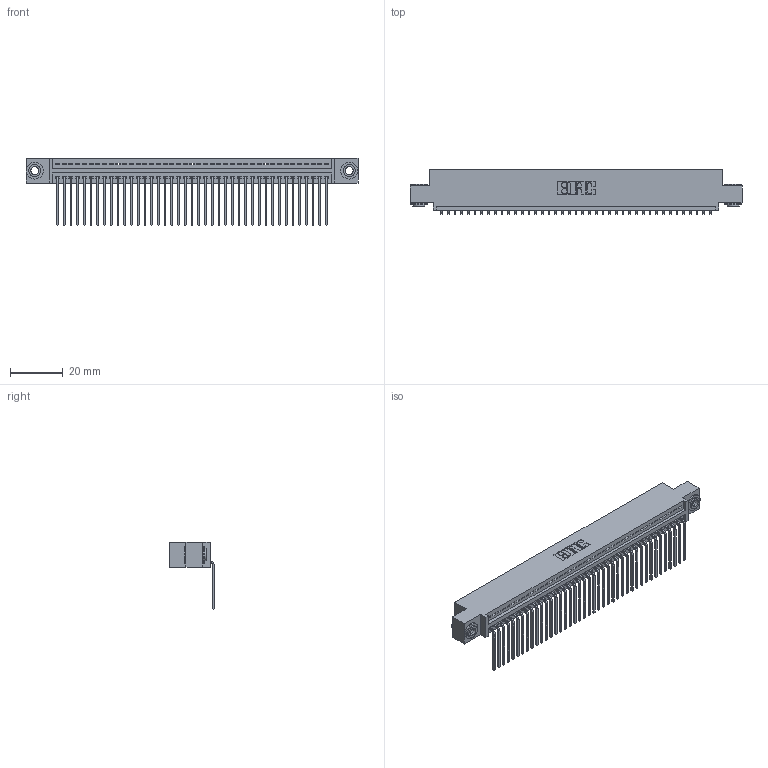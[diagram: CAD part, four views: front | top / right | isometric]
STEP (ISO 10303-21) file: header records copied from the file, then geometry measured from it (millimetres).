
FILE_DESCRIPTION (( 'STEP AP203' ), '1' );
FILE_NAME ('345-041-559-403.STEP', '2019-10-08T13:14:32', ( '' ), ( '' ), 'SwSTEP 2.0', 'SolidWorks 2016', '' );
FILE_SCHEMA (( 'CONFIG_CONTROL_DESIGN' ));
Length unit declared in the file: inch
Products named in the file (4): 345-250-002_345-250-002-102; 345 Part_0.110 Offset - 0.156 Dia-TH; 345-292-001_558 559 Tail - 1; 345-041-559-403
Assembly tree (44 placements, depth 2):
  345-041-559-403
    345 Part_0.110 Offset - 0.156 Dia-TH
    345-292-001_558 559 Tail - 1  x41
    345-250-002_345-250-002-102  x2
Bounding box: 125.35 x 16.75 x 25.53 mm (x, y, z)
Volume: 11980.2 mm3; surface area: 17006.1 mm2
Topology: 44 solids, 44 shells, 2628 faces, 7891 edges, 5202 vertices
Faces by surface type: plane 1816, cylinder 804, cone 8
Entity records: 31858 total; most frequent: CARTESIAN_POINT 5498, ORIENTED_EDGE 5466, DIRECTION 4833, EDGE_CURVE 2733, VECTOR 2413, LINE 2413, VERTEX_POINT 1818, AXIS2_PLACEMENT_3D 1210
